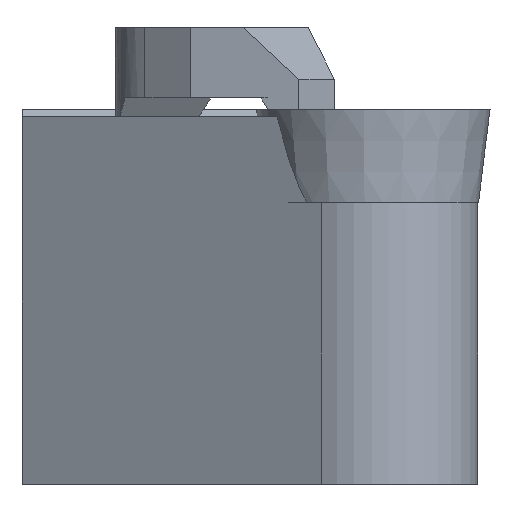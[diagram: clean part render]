
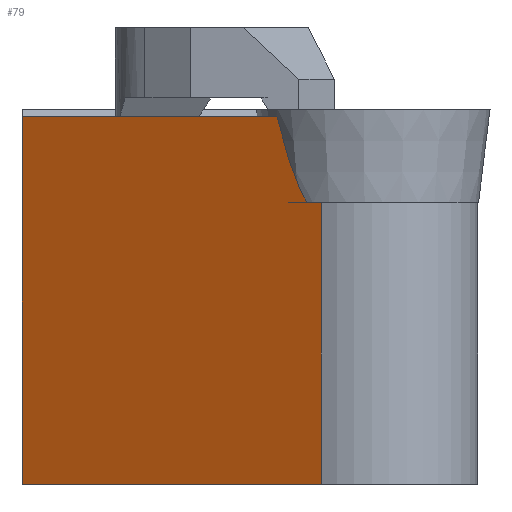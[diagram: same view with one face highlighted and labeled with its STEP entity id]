
A CAD part, left-side view. The second image highlights one B-rep face of the part: STEP entity #79.
In plain terms, the highlighted planar face has unit normal (-0.866, 0.5, 0).
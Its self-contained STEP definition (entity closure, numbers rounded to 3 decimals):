
#53=PLANE('',#590);
#79=ADVANCED_FACE('',(#115),#53,.F.);
#115=FACE_OUTER_BOUND('',#144,.T.);
#144=EDGE_LOOP('',(#314,#315,#316,#317,#318,#319));
#195=LINE('',#815,#250);
#196=LINE('',#834,#251);
#197=LINE('',#836,#252);
#198=LINE('',#838,#253);
#199=LINE('',#839,#254);
#250=VECTOR('',#649,1.);
#251=VECTOR('',#654,1.);
#252=VECTOR('',#655,1.);
#253=VECTOR('',#656,1.);
#254=VECTOR('',#657,1.);
#314=ORIENTED_EDGE('',*,*,#515,.F.);
#315=ORIENTED_EDGE('',*,*,#516,.F.);
#316=ORIENTED_EDGE('',*,*,#517,.F.);
#317=ORIENTED_EDGE('',*,*,#518,.F.);
#318=ORIENTED_EDGE('',*,*,#513,.T.);
#319=ORIENTED_EDGE('',*,*,#519,.F.);
#460=VERTEX_POINT('',#814);
#461=VERTEX_POINT('',#816);
#462=VERTEX_POINT('',#832);
#463=VERTEX_POINT('',#833);
#464=VERTEX_POINT('',#835);
#465=VERTEX_POINT('',#837);
#513=EDGE_CURVE('',#461,#460,#195,.T.);
#515=EDGE_CURVE('',#462,#463,#581,.T.);
#516=EDGE_CURVE('',#464,#462,#196,.T.);
#517=EDGE_CURVE('',#465,#464,#197,.T.);
#518=EDGE_CURVE('',#461,#465,#198,.T.);
#519=EDGE_CURVE('',#463,#460,#199,.T.);
#581=B_SPLINE_CURVE_WITH_KNOTS('',3,(#819,#820,#821,#822,#823,#824,#825,
#826,#827,#828,#829,#830,#831),.UNSPECIFIED.,.F.,.F.,(4,3,3,3,4),(0.,0.389,
0.653,0.834,1.),.UNSPECIFIED.);
#590=AXIS2_PLACEMENT_3D('',#840,#658,#659);
#649=DIRECTION('',(0.,0.,1.));
#654=DIRECTION('',(-0.5,-0.866,0.));
#655=DIRECTION('',(0.,0.,1.));
#656=DIRECTION('',(0.5,0.866,0.));
#657=DIRECTION('',(-0.5,-0.866,0.));
#658=DIRECTION('',(0.866,-0.5,0.));
#659=DIRECTION('',(0.5,0.866,0.));
#814=CARTESIAN_POINT('',(1.135,-12.769,-3.97));
#815=CARTESIAN_POINT('',(1.135,-12.769,-35.));
#816=CARTESIAN_POINT('',(1.135,-12.769,-16.));
#819=CARTESIAN_POINT('',(2.221,-10.887,-0.3));
#820=CARTESIAN_POINT('',(2.152,-11.008,-0.798));
#821=CARTESIAN_POINT('',(2.077,-11.138,-1.293));
#822=CARTESIAN_POINT('',(1.993,-11.282,-1.782));
#823=CARTESIAN_POINT('',(1.937,-11.381,-2.114));
#824=CARTESIAN_POINT('',(1.876,-11.487,-2.444));
#825=CARTESIAN_POINT('',(1.807,-11.606,-2.767));
#826=CARTESIAN_POINT('',(1.76,-11.688,-2.989));
#827=CARTESIAN_POINT('',(1.709,-11.776,-3.208));
#828=CARTESIAN_POINT('',(1.651,-11.876,-3.419));
#829=CARTESIAN_POINT('',(1.598,-11.967,-3.612));
#830=CARTESIAN_POINT('',(1.54,-12.067,-3.801));
#831=CARTESIAN_POINT('',(1.47,-12.189,-3.97));
#832=CARTESIAN_POINT('',(2.221,-10.887,-0.3));
#833=CARTESIAN_POINT('',(1.47,-12.189,-3.97));
#834=CARTESIAN_POINT('',(1.135,-12.769,-0.3));
#835=CARTESIAN_POINT('',(8.507,0.,-0.3));
#836=CARTESIAN_POINT('',(8.507,0.,-35.));
#837=CARTESIAN_POINT('',(8.507,0.,-16.));
#838=CARTESIAN_POINT('',(1.135,-12.769,-16.));
#839=CARTESIAN_POINT('',(1.135,-12.769,-3.97));
#840=CARTESIAN_POINT('',(1.135,-12.769,-35.));
